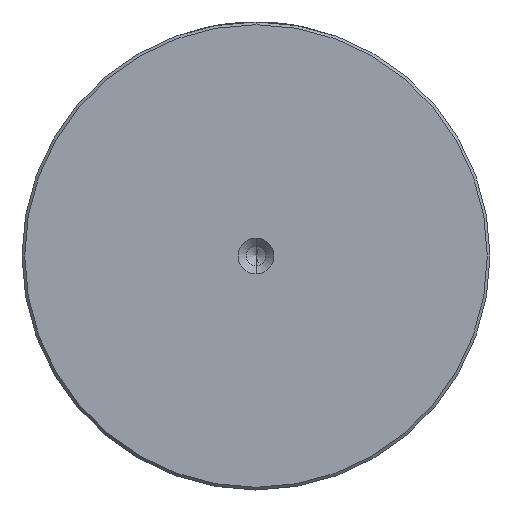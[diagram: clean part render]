
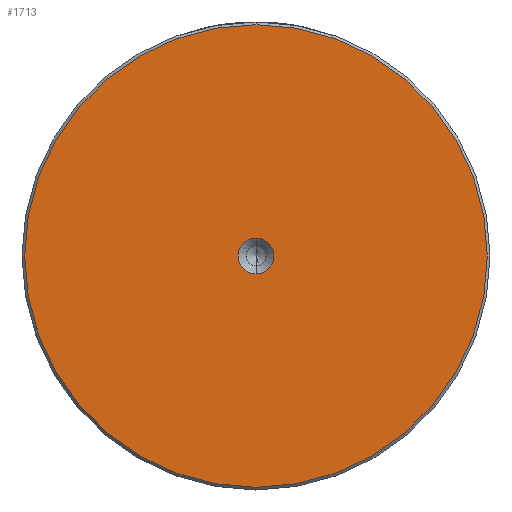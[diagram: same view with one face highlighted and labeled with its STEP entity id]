
A CAD part, left-side view. The second image highlights one B-rep face of the part: STEP entity #1713.
In plain terms, the highlighted planar face has unit normal (-1, 0, 0).
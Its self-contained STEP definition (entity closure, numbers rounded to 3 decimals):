
#335 = CARTESIAN_POINT ( 'NONE',  ( 0., 0., 0. ) ) ;
#396 = FACE_BOUND ( 'NONE', #2444, .T. ) ;
#550 = AXIS2_PLACEMENT_3D ( 'NONE', #1368, #3293, #1650 ) ;
#613 = DIRECTION ( 'NONE',  ( 0., 0., 1. ) ) ;
#922 = DIRECTION ( 'NONE',  ( -1., 0., 0. ) ) ;
#930 = EDGE_CURVE ( 'NONE', #1188, #2004, #2280, .T. ) ;
#977 = ORIENTED_EDGE ( 'NONE', *, *, #2343, .T. ) ;
#980 = ORIENTED_EDGE ( 'NONE', *, *, #930, .F. ) ;
#1166 = ORIENTED_EDGE ( 'NONE', *, *, #1957, .T. ) ;
#1188 = VERTEX_POINT ( 'NONE', #1782 ) ;
#1194 = FACE_OUTER_BOUND ( 'NONE', #1711, .T. ) ;
#1212 = DIRECTION ( 'NONE',  ( -1., 0., 0. ) ) ;
#1240 = AXIS2_PLACEMENT_3D ( 'NONE', #2868, #1212, #3150 ) ;
#1367 = CARTESIAN_POINT ( 'NONE',  ( 0., 0., 42.5 ) ) ;
#1368 = CARTESIAN_POINT ( 'NONE',  ( 0., 0., 0. ) ) ;
#1391 = DIRECTION ( 'NONE',  ( -1., 0., 0. ) ) ;
#1650 = DIRECTION ( 'NONE',  ( 0., 0., 1. ) ) ;
#1697 = VERTEX_POINT ( 'NONE', #2185 ) ;
#1711 = EDGE_LOOP ( 'NONE', ( #1166, #977 ) ) ;
#1713 = ADVANCED_FACE ( 'NONE', ( #1194, #396 ), #2733, .T. ) ;
#1782 = CARTESIAN_POINT ( 'NONE',  ( 0., 0., 3.3 ) ) ;
#1957 = EDGE_CURVE ( 'NONE', #1697, #2302, #2610, .T. ) ;
#2004 = VERTEX_POINT ( 'NONE', #2877 ) ;
#2135 = CIRCLE ( 'NONE', #3222, 42.5 ) ;
#2173 = CARTESIAN_POINT ( 'NONE',  ( 0., 0., 0. ) ) ;
#2185 = CARTESIAN_POINT ( 'NONE',  ( 0., 0., -42.5 ) ) ;
#2244 = DIRECTION ( 'NONE',  ( -1., 0., 0. ) ) ;
#2280 = CIRCLE ( 'NONE', #550, 3.3 ) ;
#2302 = VERTEX_POINT ( 'NONE', #1367 ) ;
#2343 = EDGE_CURVE ( 'NONE', #2302, #1697, #2135, .T. ) ;
#2444 = EDGE_LOOP ( 'NONE', ( #980, #3492 ) ) ;
#2551 = CARTESIAN_POINT ( 'NONE',  ( 0., 0., 0. ) ) ;
#2604 = EDGE_CURVE ( 'NONE', #2004, #1188, #2911, .T. ) ;
#2610 = CIRCLE ( 'NONE', #2912, 42.5 ) ;
#2733 = PLANE ( 'NONE',  #3351 ) ;
#2829 = DIRECTION ( 'NONE',  ( 0., 0., 1. ) ) ;
#2868 = CARTESIAN_POINT ( 'NONE',  ( 0., 0., 0. ) ) ;
#2877 = CARTESIAN_POINT ( 'NONE',  ( 0., 0., -3.3 ) ) ;
#2911 = CIRCLE ( 'NONE', #1240, 3.3 ) ;
#2912 = AXIS2_PLACEMENT_3D ( 'NONE', #2551, #922, #2829 ) ;
#3150 = DIRECTION ( 'NONE',  ( 0., 0., 1. ) ) ;
#3222 = AXIS2_PLACEMENT_3D ( 'NONE', #335, #2244, #613 ) ;
#3293 = DIRECTION ( 'NONE',  ( -1., 0., 0. ) ) ;
#3323 = DIRECTION ( 'NONE',  ( 0., 0., 1. ) ) ;
#3351 = AXIS2_PLACEMENT_3D ( 'NONE', #2173, #1391, #3323 ) ;
#3492 = ORIENTED_EDGE ( 'NONE', *, *, #2604, .F. ) ;
